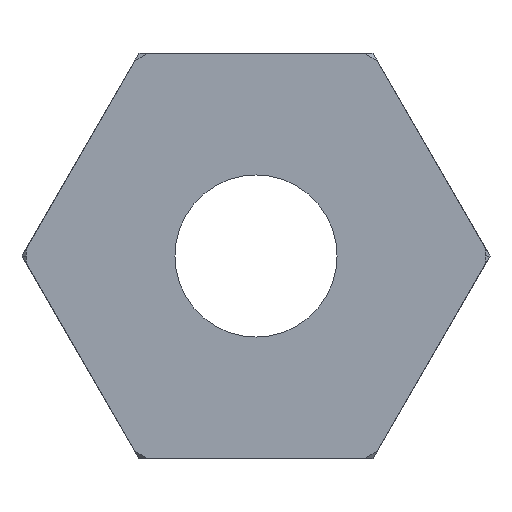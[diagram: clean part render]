
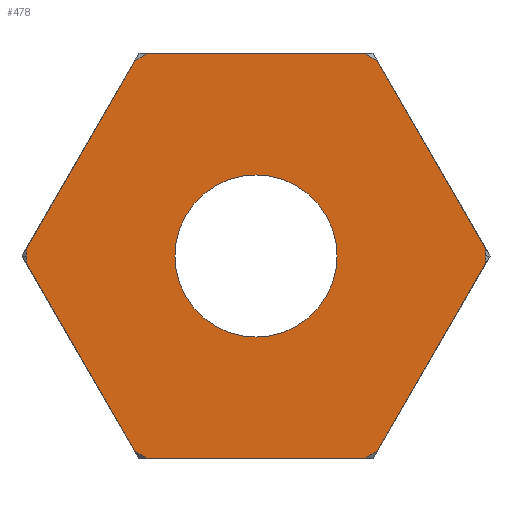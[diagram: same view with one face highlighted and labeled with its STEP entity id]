
A CAD part, left-side view. The second image highlights one B-rep face of the part: STEP entity #478.
In plain terms, the highlighted planar face has unit normal (-1, 0, 0).
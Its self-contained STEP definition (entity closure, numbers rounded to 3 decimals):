
#332 = VERTEX_POINT( '', #960 );
#338 = VERTEX_POINT( '', #966 );
#348 = EDGE_CURVE( '', #718, #924, #977, .T. );
#372 = EDGE_CURVE( '', #480, #750, #1003, .T. );
#414 = EDGE_CURVE( '', #460, #718, #1048, .T. );
#418 = VERTEX_POINT( '', #1052 );
#428 = EDGE_CURVE( '', #750, #480, #1064, .T. );
#436 = EDGE_CURVE( '', #758, #496, #1072, .T. );
#442 = EDGE_CURVE( '', #924, #332, #1079, .T. );
#444 = VERTEX_POINT( '', #1081 );
#454 = EDGE_CURVE( '', #802, #494, #1092, .T. );
#460 = VERTEX_POINT( '', #1098 );
#466 = VERTEX_POINT( '', #1104 );
#478 = ADVANCED_FACE( '', ( #1117, #1118 ), #1119, .T. );
#480 = VERTEX_POINT( '', #1121 );
#494 = VERTEX_POINT( '', #1135 );
#496 = VERTEX_POINT( '', #1137 );
#604 = EDGE_CURVE( '', #418, #758, #1254, .T. );
#610 = EDGE_CURVE( '', #618, #640, #1260, .T. );
#618 = VERTEX_POINT( '', #1268 );
#640 = VERTEX_POINT( '', #1291 );
#666 = EDGE_CURVE( '', #338, #618, #1319, .T. );
#672 = EDGE_CURVE( '', #494, #338, #1327, .T. );
#710 = EDGE_CURVE( '', #640, #460, #1371, .T. );
#718 = VERTEX_POINT( '', #1380 );
#722 = EDGE_CURVE( '', #444, #802, #1384, .T. );
#750 = VERTEX_POINT( '', #1417 );
#758 = VERTEX_POINT( '', #1425 );
#802 = VERTEX_POINT( '', #1475 );
#834 = EDGE_CURVE( '', #496, #444, #1511, .T. );
#844 = EDGE_CURVE( '', #466, #418, #1523, .T. );
#864 = EDGE_CURVE( '', #332, #466, #1546, .T. );
#924 = VERTEX_POINT( '', #1612 );
#960 = CARTESIAN_POINT( '', ( 0., -14.99, 24.037 ) );
#966 = CARTESIAN_POINT( '', ( 0., 13.322, -25. ) );
#977 = CIRCLE( '', #1672, 28.328 );
#1003 = CIRCLE( '', #1724, 10. );
#1048 = CIRCLE( '', #1825, 28.328 );
#1052 = CARTESIAN_POINT( '', ( 0., 13.322, 25. ) );
#1064 = CIRCLE( '', #1856, 10. );
#1072 = LINE( '', #1866, #1867 );
#1079 = LINE( '', #1877, #1878 );
#1081 = CARTESIAN_POINT( '', ( 0., 28.328, 0. ) );
#1092 = LINE( '', #1905, #1906 );
#1098 = CARTESIAN_POINT( '', ( 0., -28.312, -0.963 ) );
#1104 = CARTESIAN_POINT( '', ( 0., -13.322, 25. ) );
#1117 = FACE_BOUND( '', #1945, .T. );
#1118 = FACE_OUTER_BOUND( '', #1946, .T. );
#1119 = PLANE( '', #1947 );
#1121 = CARTESIAN_POINT( '', ( 0., -10., 0. ) );
#1135 = CARTESIAN_POINT( '', ( 0., 14.99, -24.037 ) );
#1137 = CARTESIAN_POINT( '', ( 0., 28.312, 0.963 ) );
#1254 = CIRCLE( '', #2171, 28.328 );
#1260 = CIRCLE( '', #2179, 28.328 );
#1268 = CARTESIAN_POINT( '', ( 0., -13.322, -25. ) );
#1291 = CARTESIAN_POINT( '', ( 0., -14.99, -24.037 ) );
#1319 = LINE( '', #2284, #2285 );
#1327 = CIRCLE( '', #2296, 28.328 );
#1371 = LINE( '', #2361, #2362 );
#1380 = CARTESIAN_POINT( '', ( 0., -28.328, 0. ) );
#1384 = CIRCLE( '', #2381, 28.328 );
#1417 = CARTESIAN_POINT( '', ( 0., 10., 0. ) );
#1425 = CARTESIAN_POINT( '', ( 0., 14.99, 24.037 ) );
#1475 = CARTESIAN_POINT( '', ( 0., 28.312, -0.963 ) );
#1511 = CIRCLE( '', #2602, 28.328 );
#1523 = LINE( '', #2619, #2620 );
#1546 = CIRCLE( '', #2659, 28.328 );
#1612 = CARTESIAN_POINT( '', ( 0., -28.312, 0.963 ) );
#1672 = AXIS2_PLACEMENT_3D( '', #2858, #2859, #2860 );
#1724 = AXIS2_PLACEMENT_3D( '', #2880, #2881, #2882 );
#1825 = AXIS2_PLACEMENT_3D( '', #2932, #2933, #2934 );
#1856 = AXIS2_PLACEMENT_3D( '', #2953, #2954, #2955 );
#1866 = CARTESIAN_POINT( '', ( 0., 27.655, 2.101 ) );
#1867 = VECTOR( '', #2959, 1. );
#1877 = CARTESIAN_POINT( '', ( 0., -15.647, 22.899 ) );
#1878 = VECTOR( '', #2968, 1. );
#1905 = CARTESIAN_POINT( '', ( 0., 20.438, -14.601 ) );
#1906 = VECTOR( '', #2981, 1. );
#1945 = EDGE_LOOP( '', ( #2993, #2994 ) );
#1946 = EDGE_LOOP( '', ( #2995, #2996, #2997, #2998, #2999, #3000, #3001, #3002, #3003, #3004, #3005, #3006, #3007, #3008 ) );
#1947 = AXIS2_PLACEMENT_3D( '', #3009, #3010, #3011 );
#2171 = AXIS2_PLACEMENT_3D( '', #3136, #3137, #3138 );
#2179 = AXIS2_PLACEMENT_3D( '', #3142, #3143, #3144 );
#2284 = CARTESIAN_POINT( '', ( 0., 2.365, -25. ) );
#2285 = VECTOR( '', #3181, 1. );
#2296 = AXIS2_PLACEMENT_3D( '', #3191, #3192, #3193 );
#2361 = CARTESIAN_POINT( '', ( 0., -22.864, -10.399 ) );
#2362 = VECTOR( '', #3256, 1. );
#2381 = AXIS2_PLACEMENT_3D( '', #3270, #3271, #3272 );
#2602 = AXIS2_PLACEMENT_3D( '', #3442, #3443, #3444 );
#2619 = CARTESIAN_POINT( '', ( 0., 16.799, 25. ) );
#2620 = VECTOR( '', #3462, 1. );
#2659 = AXIS2_PLACEMENT_3D( '', #3489, #3490, #3491 );
#2858 = CARTESIAN_POINT( '', ( 0., 0., 0. ) );
#2859 = DIRECTION( '', ( -1., 0., 0. ) );
#2860 = DIRECTION( '', ( 0., 1., 0. ) );
#2880 = CARTESIAN_POINT( '', ( 0., 0., 0. ) );
#2881 = DIRECTION( '', ( -1., 0., 0. ) );
#2882 = DIRECTION( '', ( 0., 1., 0. ) );
#2932 = CARTESIAN_POINT( '', ( 0., 0., 0. ) );
#2933 = DIRECTION( '', ( -1., 0., 0. ) );
#2934 = DIRECTION( '', ( 0., 1., 0. ) );
#2953 = CARTESIAN_POINT( '', ( 0., 0., 0. ) );
#2954 = DIRECTION( '', ( -1., 0., 0. ) );
#2955 = DIRECTION( '', ( 0., 1., 0. ) );
#2959 = DIRECTION( '', ( 0., 0.5, -0.866 ) );
#2968 = DIRECTION( '', ( 0., 0.5, 0.866 ) );
#2981 = DIRECTION( '', ( 0., -0.5, -0.866 ) );
#2993 = ORIENTED_EDGE( '', *, *, #428, .F. );
#2994 = ORIENTED_EDGE( '', *, *, #372, .F. );
#2995 = ORIENTED_EDGE( '', *, *, #710, .T. );
#2996 = ORIENTED_EDGE( '', *, *, #414, .T. );
#2997 = ORIENTED_EDGE( '', *, *, #348, .T. );
#2998 = ORIENTED_EDGE( '', *, *, #442, .T. );
#2999 = ORIENTED_EDGE( '', *, *, #864, .T. );
#3000 = ORIENTED_EDGE( '', *, *, #844, .T. );
#3001 = ORIENTED_EDGE( '', *, *, #604, .T. );
#3002 = ORIENTED_EDGE( '', *, *, #436, .T. );
#3003 = ORIENTED_EDGE( '', *, *, #834, .T. );
#3004 = ORIENTED_EDGE( '', *, *, #722, .T. );
#3005 = ORIENTED_EDGE( '', *, *, #454, .T. );
#3006 = ORIENTED_EDGE( '', *, *, #672, .T. );
#3007 = ORIENTED_EDGE( '', *, *, #666, .T. );
#3008 = ORIENTED_EDGE( '', *, *, #610, .T. );
#3009 = CARTESIAN_POINT( '', ( 0., 19.164, 0. ) );
#3010 = DIRECTION( '', ( -1., 0., 0. ) );
#3011 = DIRECTION( '', ( 0., 1., 0. ) );
#3136 = CARTESIAN_POINT( '', ( 0., 0., 0. ) );
#3137 = DIRECTION( '', ( -1., 0., 0. ) );
#3138 = DIRECTION( '', ( 0., 1., 0. ) );
#3142 = CARTESIAN_POINT( '', ( 0., 0., 0. ) );
#3143 = DIRECTION( '', ( -1., 0., 0. ) );
#3144 = DIRECTION( '', ( 0., 1., 0. ) );
#3181 = DIRECTION( '', ( 0., -1., 0. ) );
#3191 = CARTESIAN_POINT( '', ( 0., 0., 0. ) );
#3192 = DIRECTION( '', ( -1., 0., 0. ) );
#3193 = DIRECTION( '', ( 0., 1., 0. ) );
#3256 = DIRECTION( '', ( 0., -0.5, 0.866 ) );
#3270 = CARTESIAN_POINT( '', ( 0., 0., 0. ) );
#3271 = DIRECTION( '', ( -1., 0., 0. ) );
#3272 = DIRECTION( '', ( 0., 1., 0. ) );
#3442 = CARTESIAN_POINT( '', ( 0., 0., 0. ) );
#3443 = DIRECTION( '', ( -1., 0., 0. ) );
#3444 = DIRECTION( '', ( 0., 1., 0. ) );
#3462 = DIRECTION( '', ( 0., 1., 0. ) );
#3489 = CARTESIAN_POINT( '', ( 0., 0., 0. ) );
#3490 = DIRECTION( '', ( -1., 0., 0. ) );
#3491 = DIRECTION( '', ( 0., 1., 0. ) );
